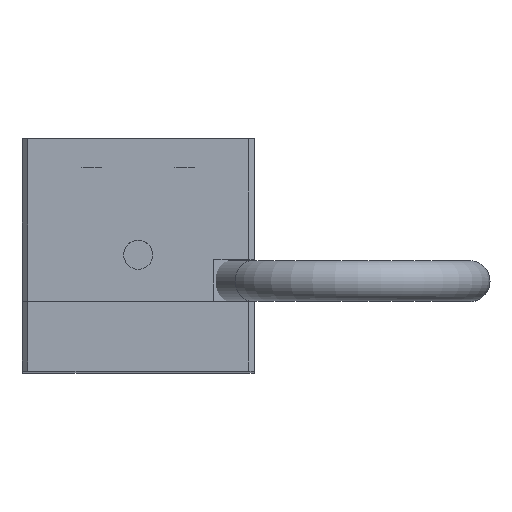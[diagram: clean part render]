
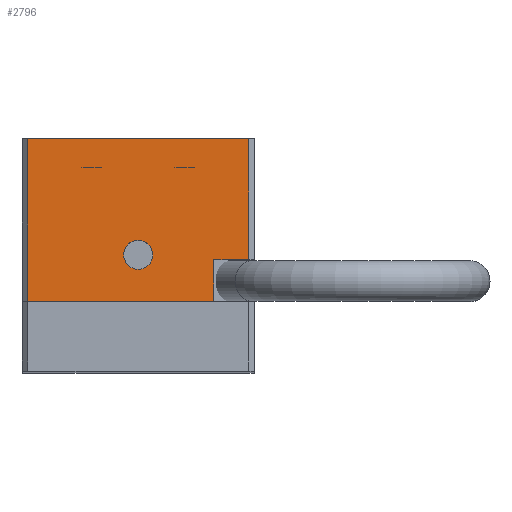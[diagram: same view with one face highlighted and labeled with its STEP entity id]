
A CAD part, top view. The second image highlights one B-rep face of the part: STEP entity #2796.
In plain terms, the highlighted planar face has unit normal (0, 0, 1).
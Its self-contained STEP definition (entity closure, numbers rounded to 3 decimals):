
#82 = LINE ( 'NONE', #87, #2136 ) ;
#87 = CARTESIAN_POINT ( 'NONE',  ( 10., 6., 113. ) ) ;
#131 = LINE ( 'NONE', #248, #2199 ) ;
#151 = DIRECTION ( 'NONE',  ( 0., 1., 0. ) ) ;
#199 = DIRECTION ( 'NONE',  ( -1., 0., 0. ) ) ;
#248 = CARTESIAN_POINT ( 'NONE',  ( 9.5, 20., 113. ) ) ;
#542 = FACE_OUTER_BOUND ( 'NONE', #1135, .T. ) ;
#546 = CARTESIAN_POINT ( 'NONE',  ( 0., 10., 113. ) ) ;
#547 = DIRECTION ( 'NONE',  ( 0., 0., 1. ) ) ;
#548 = DIRECTION ( 'NONE',  ( 1., 0., 0. ) ) ;
#550 = CARTESIAN_POINT ( 'NONE',  ( 10., 20., 113. ) ) ;
#553 = DIRECTION ( 'NONE',  ( 1., 0., 0. ) ) ;
#555 = FACE_BOUND ( 'NONE', #1365, .T. ) ;
#561 = PLANE ( 'NONE',  #2534 ) ;
#563 = DIRECTION ( 'NONE',  ( 0., 0., 1. ) ) ;
#588 = LINE ( 'NONE', #699, #2543 ) ;
#605 = CARTESIAN_POINT ( 'NONE',  ( 1.25, 10., 113. ) ) ;
#613 = DIRECTION ( 'NONE',  ( 1., 0., 0. ) ) ;
#656 = VERTEX_POINT ( 'NONE', #605 ) ;
#699 = CARTESIAN_POINT ( 'NONE',  ( 10., 20., 113. ) ) ;
#952 = ORIENTED_EDGE ( 'NONE', *, *, #2761, .F. ) ;
#953 = ORIENTED_EDGE ( 'NONE', *, *, #2658, .F. ) ;
#988 = VERTEX_POINT ( 'NONE', #1252 ) ;
#992 = VERTEX_POINT ( 'NONE', #1554 ) ;
#995 = VERTEX_POINT ( 'NONE', #1560 ) ;
#1031 = VERTEX_POINT ( 'NONE', #1588 ) ;
#1033 = VERTEX_POINT ( 'NONE', #1727 ) ;
#1049 = VERTEX_POINT ( 'NONE', #1682 ) ;
#1135 = EDGE_LOOP ( 'NONE', ( #952, #1638, #1574, #1593, #1558, #953 ) ) ;
#1252 = CARTESIAN_POINT ( 'NONE',  ( 6.5, 6., 113. ) ) ;
#1365 = EDGE_LOOP ( 'NONE', ( #1624 ) ) ;
#1554 = CARTESIAN_POINT ( 'NONE',  ( 9.5, 9.6, 113. ) ) ;
#1558 = ORIENTED_EDGE ( 'NONE', *, *, #2810, .T. ) ;
#1560 = CARTESIAN_POINT ( 'NONE',  ( 9.5, 20., 113. ) ) ;
#1574 = ORIENTED_EDGE ( 'NONE', *, *, #2632, .T. ) ;
#1588 = CARTESIAN_POINT ( 'NONE',  ( -9.5, 20., 113. ) ) ;
#1593 = ORIENTED_EDGE ( 'NONE', *, *, #2866, .F. ) ;
#1624 = ORIENTED_EDGE ( 'NONE', *, *, #2794, .F. ) ;
#1638 = ORIENTED_EDGE ( 'NONE', *, *, #2777, .F. ) ;
#1682 = CARTESIAN_POINT ( 'NONE',  ( -9.5, 6., 113. ) ) ;
#1727 = CARTESIAN_POINT ( 'NONE',  ( 6.5, 9.6, 113. ) ) ;
#1929 = DIRECTION ( 'NONE',  ( 0., -1., 0. ) ) ;
#1930 = CARTESIAN_POINT ( 'NONE',  ( -9.5, 6., 113. ) ) ;
#1931 = LINE ( 'NONE', #1930, #2539 ) ;
#2136 = VECTOR ( 'NONE', #199, 1000. ) ;
#2177 = VECTOR ( 'NONE', #2323, 1000. ) ;
#2199 = VECTOR ( 'NONE', #151, 1000. ) ;
#2323 = DIRECTION ( 'NONE',  ( 0., -1., 0. ) ) ;
#2324 = CARTESIAN_POINT ( 'NONE',  ( 6.5, 9., 113. ) ) ;
#2326 = LINE ( 'NONE', #2324, #2177 ) ;
#2373 = LINE ( 'NONE', #2375, #2479 ) ;
#2375 = CARTESIAN_POINT ( 'NONE',  ( 9.5, 9.6, 113. ) ) ;
#2376 = DIRECTION ( 'NONE',  ( -1., 0., 0. ) ) ;
#2414 = AXIS2_PLACEMENT_3D ( 'NONE', #546, #547, #548 ) ;
#2479 = VECTOR ( 'NONE', #2376, 1000. ) ;
#2489 = CIRCLE ( 'NONE', #2414, 1.25 ) ;
#2534 = AXIS2_PLACEMENT_3D ( 'NONE', #550, #563, #553 ) ;
#2539 = VECTOR ( 'NONE', #1929, 1000. ) ;
#2543 = VECTOR ( 'NONE', #613, 1000. ) ;
#2632 = EDGE_CURVE ( 'NONE', #992, #995, #131, .T. ) ;
#2658 = EDGE_CURVE ( 'NONE', #988, #1049, #82, .T. ) ;
#2761 = EDGE_CURVE ( 'NONE', #1033, #988, #2326, .T. ) ;
#2777 = EDGE_CURVE ( 'NONE', #992, #1033, #2373, .T. ) ;
#2794 = EDGE_CURVE ( 'NONE', #656, #656, #2489, .T. ) ;
#2796 = ADVANCED_FACE ( 'NONE', ( #555, #542 ), #561, .T. ) ;
#2810 = EDGE_CURVE ( 'NONE', #1031, #1049, #1931, .T. ) ;
#2866 = EDGE_CURVE ( 'NONE', #1031, #995, #588, .T. ) ;
